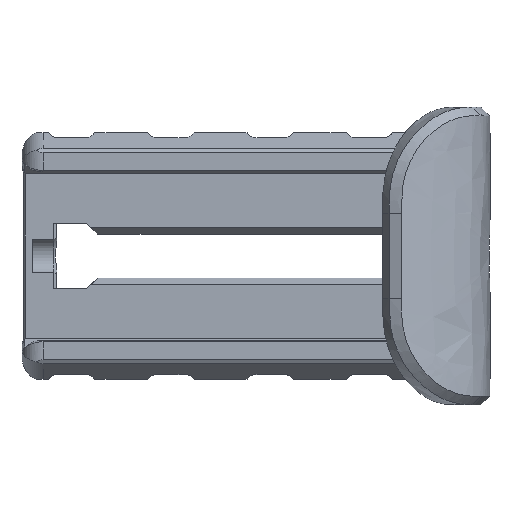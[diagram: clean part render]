
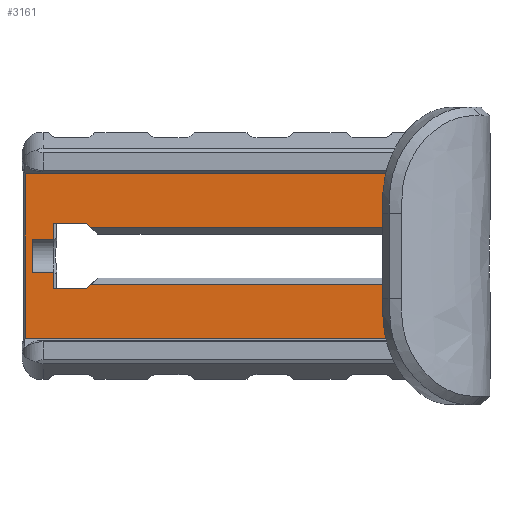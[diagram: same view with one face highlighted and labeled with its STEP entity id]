
A CAD part, top view. The second image highlights one B-rep face of the part: STEP entity #3161.
In plain terms, the highlighted planar face has unit normal (0, 0, 1).
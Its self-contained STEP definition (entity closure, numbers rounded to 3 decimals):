
#112=B_SPLINE_CURVE_WITH_KNOTS('',3,(#4837,#4838,#4839,#4840),
 .UNSPECIFIED.,.F.,.F.,(4,4),(-0.001,0.),.UNSPECIFIED.);
#113=B_SPLINE_CURVE_WITH_KNOTS('',3,(#4844,#4845,#4846,#4847),
 .UNSPECIFIED.,.F.,.F.,(4,4),(-0.061,-0.061),
 .UNSPECIFIED.);
#211=PLANE('',#3404);
#344=FACE_OUTER_BOUND('',#525,.T.);
#525=EDGE_LOOP('',(#2457,#2458,#2459,#2460,#2461,#2462,#2463,#2464,#2465,
#2466,#2467,#2468,#2469,#2470,#2471,#2472,#2473,#2474,#2475,#2476,#2477,
#2478,#2479,#2480));
#777=LINE('',#4787,#1096);
#780=LINE('',#4809,#1099);
#783=LINE('',#4815,#1102);
#784=LINE('',#4818,#1103);
#785=LINE('',#4821,#1104);
#786=LINE('',#4823,#1105);
#787=LINE('',#4825,#1106);
#788=LINE('',#4827,#1107);
#789=LINE('',#4829,#1108);
#790=LINE('',#4831,#1109);
#791=LINE('',#4833,#1110);
#792=LINE('',#4835,#1111);
#793=LINE('',#4842,#1112);
#794=LINE('',#4849,#1113);
#795=LINE('',#4851,#1114);
#796=LINE('',#4853,#1115);
#797=LINE('',#4855,#1116);
#798=LINE('',#4857,#1117);
#799=LINE('',#4859,#1118);
#800=LINE('',#4861,#1119);
#801=LINE('',#4862,#1120);
#802=LINE('',#4863,#1121);
#1096=VECTOR('',#3843,10.);
#1099=VECTOR('',#3858,10.);
#1102=VECTOR('',#3863,10.);
#1103=VECTOR('',#3866,10.);
#1104=VECTOR('',#3869,10.);
#1105=VECTOR('',#3870,10.);
#1106=VECTOR('',#3871,10.);
#1107=VECTOR('',#3872,10.);
#1108=VECTOR('',#3873,10.);
#1109=VECTOR('',#3874,10.);
#1110=VECTOR('',#3875,10.);
#1111=VECTOR('',#3876,10.);
#1112=VECTOR('',#3877,10.);
#1113=VECTOR('',#3878,10.);
#1114=VECTOR('',#3879,10.);
#1115=VECTOR('',#3880,10.);
#1116=VECTOR('',#3881,10.);
#1117=VECTOR('',#3882,10.);
#1118=VECTOR('',#3883,10.);
#1119=VECTOR('',#3884,10.);
#1120=VECTOR('',#3885,10.);
#1121=VECTOR('',#3886,10.);
#1475=VERTEX_POINT('',#4778);
#1478=VERTEX_POINT('',#4785);
#1481=VERTEX_POINT('',#4795);
#1484=VERTEX_POINT('',#4808);
#1486=VERTEX_POINT('',#4814);
#1487=VERTEX_POINT('',#4816);
#1488=VERTEX_POINT('',#4820);
#1489=VERTEX_POINT('',#4822);
#1490=VERTEX_POINT('',#4824);
#1491=VERTEX_POINT('',#4826);
#1492=VERTEX_POINT('',#4828);
#1493=VERTEX_POINT('',#4830);
#1494=VERTEX_POINT('',#4832);
#1495=VERTEX_POINT('',#4834);
#1496=VERTEX_POINT('',#4836);
#1497=VERTEX_POINT('',#4841);
#1498=VERTEX_POINT('',#4843);
#1499=VERTEX_POINT('',#4848);
#1500=VERTEX_POINT('',#4850);
#1501=VERTEX_POINT('',#4852);
#1502=VERTEX_POINT('',#4854);
#1503=VERTEX_POINT('',#4856);
#1504=VERTEX_POINT('',#4858);
#1505=VERTEX_POINT('',#4860);
#1829=EDGE_CURVE('',#1478,#1475,#777,.T.);
#1837=EDGE_CURVE('',#1481,#1484,#780,.T.);
#1840=EDGE_CURVE('',#1486,#1475,#783,.T.);
#1842=EDGE_CURVE('',#1481,#1487,#784,.T.);
#1843=EDGE_CURVE('',#1478,#1488,#785,.T.);
#1844=EDGE_CURVE('',#1488,#1489,#786,.F.);
#1845=EDGE_CURVE('',#1489,#1490,#787,.T.);
#1846=EDGE_CURVE('',#1490,#1491,#788,.T.);
#1847=EDGE_CURVE('',#1491,#1492,#789,.T.);
#1848=EDGE_CURVE('',#1492,#1493,#790,.T.);
#1849=EDGE_CURVE('',#1493,#1494,#791,.T.);
#1850=EDGE_CURVE('',#1494,#1495,#792,.T.);
#1851=EDGE_CURVE('',#1496,#1495,#112,.T.);
#1852=EDGE_CURVE('',#1497,#1496,#793,.T.);
#1853=EDGE_CURVE('',#1498,#1497,#113,.T.);
#1854=EDGE_CURVE('',#1499,#1498,#794,.T.);
#1855=EDGE_CURVE('',#1499,#1500,#795,.T.);
#1856=EDGE_CURVE('',#1500,#1501,#796,.T.);
#1857=EDGE_CURVE('',#1501,#1502,#797,.T.);
#1858=EDGE_CURVE('',#1502,#1503,#798,.T.);
#1859=EDGE_CURVE('',#1503,#1504,#799,.T.);
#1860=EDGE_CURVE('',#1504,#1505,#800,.F.);
#1861=EDGE_CURVE('',#1505,#1484,#801,.T.);
#1862=EDGE_CURVE('',#1487,#1486,#802,.T.);
#2457=ORIENTED_EDGE('',*,*,#1843,.T.);
#2458=ORIENTED_EDGE('',*,*,#1844,.T.);
#2459=ORIENTED_EDGE('',*,*,#1845,.T.);
#2460=ORIENTED_EDGE('',*,*,#1846,.T.);
#2461=ORIENTED_EDGE('',*,*,#1847,.T.);
#2462=ORIENTED_EDGE('',*,*,#1848,.T.);
#2463=ORIENTED_EDGE('',*,*,#1849,.T.);
#2464=ORIENTED_EDGE('',*,*,#1850,.T.);
#2465=ORIENTED_EDGE('',*,*,#1851,.F.);
#2466=ORIENTED_EDGE('',*,*,#1852,.F.);
#2467=ORIENTED_EDGE('',*,*,#1853,.F.);
#2468=ORIENTED_EDGE('',*,*,#1854,.F.);
#2469=ORIENTED_EDGE('',*,*,#1855,.T.);
#2470=ORIENTED_EDGE('',*,*,#1856,.T.);
#2471=ORIENTED_EDGE('',*,*,#1857,.T.);
#2472=ORIENTED_EDGE('',*,*,#1858,.T.);
#2473=ORIENTED_EDGE('',*,*,#1859,.T.);
#2474=ORIENTED_EDGE('',*,*,#1860,.T.);
#2475=ORIENTED_EDGE('',*,*,#1861,.T.);
#2476=ORIENTED_EDGE('',*,*,#1837,.F.);
#2477=ORIENTED_EDGE('',*,*,#1842,.T.);
#2478=ORIENTED_EDGE('',*,*,#1862,.T.);
#2479=ORIENTED_EDGE('',*,*,#1840,.T.);
#2480=ORIENTED_EDGE('',*,*,#1829,.F.);
#3161=ADVANCED_FACE('',(#344),#211,.T.);
#3404=AXIS2_PLACEMENT_3D('',#4819,#3867,#3868);
#3843=DIRECTION('',(0.,-1.,0.));
#3858=DIRECTION('',(0.,-1.,0.));
#3863=DIRECTION('',(1.,0.,0.));
#3866=DIRECTION('',(-1.,0.,0.));
#3867=DIRECTION('center_axis',(0.,0.,1.));
#3868=DIRECTION('ref_axis',(0.,1.,0.));
#3869=DIRECTION('',(1.,0.,0.));
#3870=DIRECTION('',(-0.707,0.707,0.));
#3871=DIRECTION('',(1.,0.,0.));
#3872=DIRECTION('',(0.,-1.,0.));
#3873=DIRECTION('',(1.,0.,0.));
#3874=DIRECTION('',(0.,1.,0.));
#3875=DIRECTION('',(0.,1.,0.));
#3876=DIRECTION('',(-1.,0.,0.));
#3877=DIRECTION('',(0.,1.,0.));
#3878=DIRECTION('',(-1.,0.,0.));
#3879=DIRECTION('',(0.,1.,0.));
#3880=DIRECTION('',(0.,1.,0.));
#3881=DIRECTION('',(-1.,0.,0.));
#3882=DIRECTION('',(0.,-1.,0.));
#3883=DIRECTION('',(-1.,0.,0.));
#3884=DIRECTION('',(0.707,0.707,0.));
#3885=DIRECTION('',(-1.,0.,0.));
#3886=DIRECTION('',(0.,1.,0.));
#4778=CARTESIAN_POINT('',(-2.5,2.356,-1.1));
#4785=CARTESIAN_POINT('',(-2.5,4.619,-1.1));
#4787=CARTESIAN_POINT('',(-2.5,-5.807,-1.1));
#4795=CARTESIAN_POINT('',(-2.5,-2.356,-1.1));
#4808=CARTESIAN_POINT('',(-2.5,-4.619,-1.1));
#4809=CARTESIAN_POINT('',(-2.5,-5.807,-1.1));
#4814=CARTESIAN_POINT('',(-5.5,2.356,-1.1));
#4815=CARTESIAN_POINT('',(-5.5,2.356,-1.1));
#4816=CARTESIAN_POINT('',(-5.5,-2.356,-1.1));
#4818=CARTESIAN_POINT('',(-5.5,-2.356,-1.1));
#4819=CARTESIAN_POINT('Origin',(53.,-11.614,-1.1));
#4820=CARTESIAN_POINT('',(2.1,4.619,-1.1));
#4821=CARTESIAN_POINT('',(25.45,4.619,-1.1));
#4822=CARTESIAN_POINT('',(2.735,3.984,-1.1));
#4823=CARTESIAN_POINT('',(20.516,-13.797,-1.1));
#4824=CARTESIAN_POINT('',(49.,3.984,-1.1));
#4825=CARTESIAN_POINT('',(25.45,3.984,-1.1));
#4826=CARTESIAN_POINT('',(49.,2.356,-1.1));
#4827=CARTESIAN_POINT('',(49.,-5.807,-1.1));
#4828=CARTESIAN_POINT('',(53.,2.356,-1.1));
#4829=CARTESIAN_POINT('',(-5.5,2.356,-1.1));
#4830=CARTESIAN_POINT('',(53.,6.3,-1.1));
#4831=CARTESIAN_POINT('',(53.,-11.614,-1.1));
#4832=CARTESIAN_POINT('',(53.,11.614,-1.1));
#4833=CARTESIAN_POINT('',(53.,-11.614,-1.1));
#4834=CARTESIAN_POINT('',(-6.545,11.614,-1.1));
#4835=CARTESIAN_POINT('',(53.,11.614,-1.1));
#4836=CARTESIAN_POINT('',(-6.551,11.621,-1.1));
#4837=CARTESIAN_POINT('Ctrl Pts',(-6.551,11.621,-1.1));
#4838=CARTESIAN_POINT('Ctrl Pts',(-6.549,11.619,-1.1));
#4839=CARTESIAN_POINT('Ctrl Pts',(-6.547,11.617,-1.1));
#4840=CARTESIAN_POINT('Ctrl Pts',(-6.545,11.614,-1.1));
#4841=CARTESIAN_POINT('',(-6.551,-11.621,-1.1));
#4842=CARTESIAN_POINT('',(-6.551,4.04,-1.1));
#4843=CARTESIAN_POINT('',(-6.545,-11.614,-1.1));
#4844=CARTESIAN_POINT('Ctrl Pts',(-6.545,-11.614,-1.1));
#4845=CARTESIAN_POINT('Ctrl Pts',(-6.547,-11.617,-1.1));
#4846=CARTESIAN_POINT('Ctrl Pts',(-6.549,-11.619,-1.1));
#4847=CARTESIAN_POINT('Ctrl Pts',(-6.551,-11.621,-1.1));
#4848=CARTESIAN_POINT('',(53.,-11.614,-1.1));
#4849=CARTESIAN_POINT('',(53.,-11.614,-1.1));
#4850=CARTESIAN_POINT('',(53.,-6.3,-1.1));
#4851=CARTESIAN_POINT('',(53.,-11.614,-1.1));
#4852=CARTESIAN_POINT('',(53.,-2.356,-1.1));
#4853=CARTESIAN_POINT('',(53.,-11.614,-1.1));
#4854=CARTESIAN_POINT('',(49.,-2.356,-1.1));
#4855=CARTESIAN_POINT('',(-5.5,-2.356,-1.1));
#4856=CARTESIAN_POINT('',(49.,-3.984,-1.1));
#4857=CARTESIAN_POINT('',(49.,-5.807,-1.1));
#4858=CARTESIAN_POINT('',(2.735,-3.984,-1.1));
#4859=CARTESIAN_POINT('',(25.45,-3.984,-1.1));
#4860=CARTESIAN_POINT('',(2.1,-4.619,-1.1));
#4861=CARTESIAN_POINT('',(14.709,7.99,-1.1));
#4862=CARTESIAN_POINT('',(25.45,-4.619,-1.1));
#4863=CARTESIAN_POINT('',(-5.5,-5.807,-1.1));
